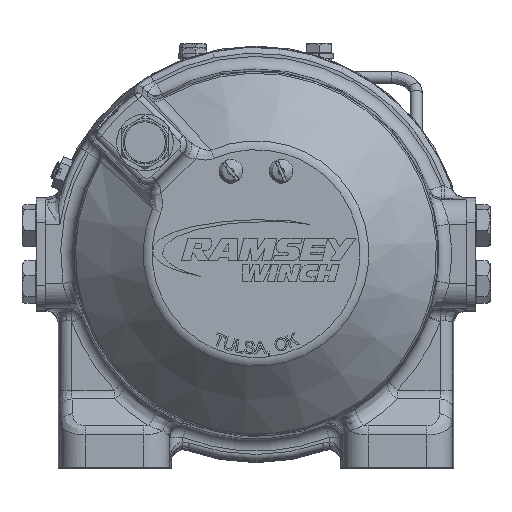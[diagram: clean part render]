
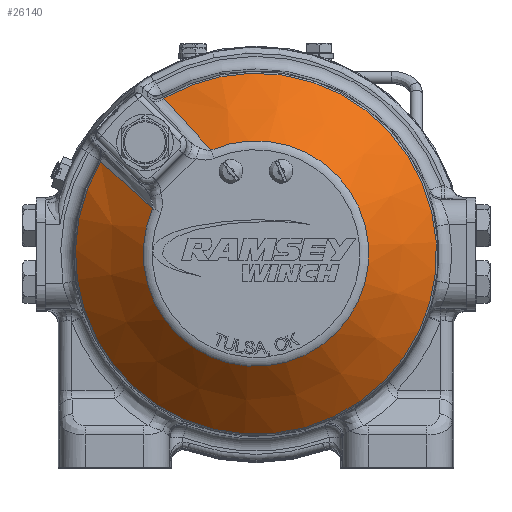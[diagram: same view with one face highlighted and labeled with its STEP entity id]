
A CAD part, top view. The second image highlights one B-rep face of the part: STEP entity #26140.
In plain terms, the highlighted conical face has half-angle 45 degrees and reference radius 93.665 mm.
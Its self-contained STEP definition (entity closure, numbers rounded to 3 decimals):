
#1516=B_SPLINE_CURVE_WITH_KNOTS('',3,(#38192,#38193,#38194,#38195,#38196,
#38197),.UNSPECIFIED.,.F.,.F.,(4,2,4),(0.003,0.027,
0.052),.UNSPECIFIED.);
#1517=B_SPLINE_CURVE_WITH_KNOTS('',3,(#38198,#38199,#38200,#38201,#38202,
#38203),.UNSPECIFIED.,.F.,.F.,(4,2,4),(0.,0.025,
0.049),.UNSPECIFIED.);
#2225=FACE_OUTER_BOUND('',#3602,.T.);
#3602=EDGE_LOOP('',(#17463,#17464,#17465,#17466));
#9271=CIRCLE('',#27706,91.251);
#9272=CIRCLE('',#27708,57.007);
#10621=VERTEX_POINT('',#38105);
#10622=VERTEX_POINT('',#38106);
#10623=VERTEX_POINT('',#38189);
#10624=VERTEX_POINT('',#38190);
#13333=EDGE_CURVE('',#10621,#10622,#9271,.T.);
#13336=EDGE_CURVE('',#10623,#10624,#9272,.T.);
#13337=EDGE_CURVE('',#10624,#10621,#1516,.T.);
#13338=EDGE_CURVE('',#10622,#10623,#1517,.T.);
#17463=ORIENTED_EDGE('',*,*,#13336,.T.);
#17464=ORIENTED_EDGE('',*,*,#13337,.T.);
#17465=ORIENTED_EDGE('',*,*,#13333,.T.);
#17466=ORIENTED_EDGE('',*,*,#13338,.T.);
#24573=CONICAL_SURFACE('',#27707,93.665,0.785);
#26140=ADVANCED_FACE('',(#2225),#24573,.T.);
#27706=AXIS2_PLACEMENT_3D('',#38107,#30321,#30322);
#27707=AXIS2_PLACEMENT_3D('',#38188,#30323,#30324);
#27708=AXIS2_PLACEMENT_3D('',#38191,#30325,#30326);
#30321=DIRECTION('center_axis',(0.,0.,1.));
#30322=DIRECTION('ref_axis',(1.,0.,0.));
#30323=DIRECTION('center_axis',(0.,0.,-1.));
#30324=DIRECTION('ref_axis',(0.707,-0.707,0.));
#30325=DIRECTION('center_axis',(0.,0.,-1.));
#30326=DIRECTION('ref_axis',(1.,0.,0.));
#38105=CARTESIAN_POINT('',(-119.34,71.891,20.938));
#38106=CARTESIAN_POINT('',(-87.405,103.827,20.938));
#38107=CARTESIAN_POINT('Origin',(-40.855,25.342,20.938));
#38188=CARTESIAN_POINT('Origin',(-40.855,25.342,18.524));
#38189=CARTESIAN_POINT('',(-63.625,77.605,55.181));
#38190=CARTESIAN_POINT('',(-93.118,48.112,55.181));
#38191=CARTESIAN_POINT('Origin',(-40.855,25.342,55.181));
#38192=CARTESIAN_POINT('Ctrl Pts',(-93.118,48.112,55.181));
#38193=CARTESIAN_POINT('Ctrl Pts',(-97.556,52.078,49.528));
#38194=CARTESIAN_POINT('Ctrl Pts',(-101.945,56.041,43.835));
#38195=CARTESIAN_POINT('Ctrl Pts',(-110.674,63.967,32.411));
#38196=CARTESIAN_POINT('Ctrl Pts',(-115.014,67.93,26.68));
#38197=CARTESIAN_POINT('Ctrl Pts',(-119.34,71.891,20.938));
#38198=CARTESIAN_POINT('Ctrl Pts',(-87.405,103.827,20.938));
#38199=CARTESIAN_POINT('Ctrl Pts',(-83.443,99.5,26.68));
#38200=CARTESIAN_POINT('Ctrl Pts',(-79.481,95.161,32.411));
#38201=CARTESIAN_POINT('Ctrl Pts',(-71.555,86.431,43.835));
#38202=CARTESIAN_POINT('Ctrl Pts',(-67.591,82.043,49.528));
#38203=CARTESIAN_POINT('Ctrl Pts',(-63.625,77.605,55.181));
